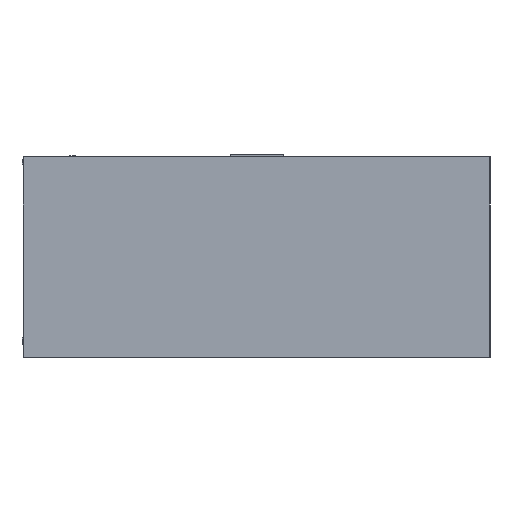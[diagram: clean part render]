
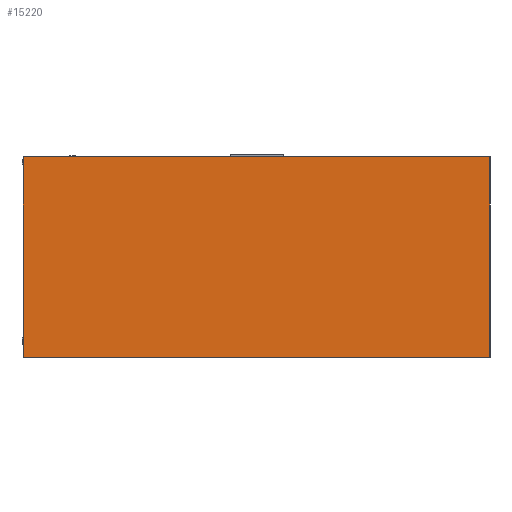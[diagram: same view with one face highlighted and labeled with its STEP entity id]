
A CAD part, left-side view. The second image highlights one B-rep face of the part: STEP entity #15220.
In plain terms, the highlighted planar face has unit normal (-1, 0, 0).
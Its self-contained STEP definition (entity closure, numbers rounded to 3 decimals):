
#3331 = LINE ( 'NONE', #40317, #4388 ) ;
#3340 = ORIENTED_EDGE ( 'NONE', *, *, #24323, .F. ) ;
#4169 = VERTEX_POINT ( 'NONE', #33335 ) ;
#4317 = AXIS2_PLACEMENT_3D ( 'NONE', #15091, #27750, #31006 ) ;
#4388 = VECTOR ( 'NONE', #15615, 1000. ) ;
#5041 = CARTESIAN_POINT ( 'NONE',  ( -300., 1000., 0. ) ) ;
#5467 = EDGE_CURVE ( 'NONE', #4169, #10708, #3331, .T. ) ;
#6313 = LINE ( 'NONE', #32595, #10745 ) ;
#6850 = VECTOR ( 'NONE', #14261, 1000. ) ;
#7672 = DIRECTION ( 'NONE',  ( 0., 1., 0. ) ) ;
#8544 = FACE_OUTER_BOUND ( 'NONE', #34963, .T. ) ;
#9050 = CARTESIAN_POINT ( 'NONE',  ( -300., -1000., 860. ) ) ;
#10708 = VERTEX_POINT ( 'NONE', #20658 ) ;
#10745 = VECTOR ( 'NONE', #7672, 1000. ) ;
#11376 = LINE ( 'NONE', #29773, #6850 ) ;
#14261 = DIRECTION ( 'NONE',  ( 0., 0., -1. ) ) ;
#15091 = CARTESIAN_POINT ( 'NONE',  ( -300., -1000., 860. ) ) ;
#15220 = ADVANCED_FACE ( 'NONE', ( #8544 ), #21424, .T. ) ;
#15615 = DIRECTION ( 'NONE',  ( 0., 0., -1. ) ) ;
#18520 = EDGE_CURVE ( 'NONE', #24746, #38803, #11376, .T. ) ;
#20503 = CARTESIAN_POINT ( 'NONE',  ( -300., 1000., 860. ) ) ;
#20658 = CARTESIAN_POINT ( 'NONE',  ( -300., -1000., 0. ) ) ;
#21109 = LINE ( 'NONE', #9050, #31685 ) ;
#21424 = PLANE ( 'NONE',  #4317 ) ;
#21513 = DIRECTION ( 'NONE',  ( 0., 1., 0. ) ) ;
#24323 = EDGE_CURVE ( 'NONE', #10708, #38803, #6313, .T. ) ;
#24324 = ORIENTED_EDGE ( 'NONE', *, *, #18520, .T. ) ;
#24746 = VERTEX_POINT ( 'NONE', #20503 ) ;
#24930 = EDGE_CURVE ( 'NONE', #4169, #24746, #21109, .T. ) ;
#27690 = ORIENTED_EDGE ( 'NONE', *, *, #5467, .F. ) ;
#27750 = DIRECTION ( 'NONE',  ( -1., 0., 0. ) ) ;
#29773 = CARTESIAN_POINT ( 'NONE',  ( -300., 1000., 860. ) ) ;
#31006 = DIRECTION ( 'NONE',  ( 0., 0., 1. ) ) ;
#31685 = VECTOR ( 'NONE', #21513, 1000. ) ;
#32595 = CARTESIAN_POINT ( 'NONE',  ( -300., -1000., 0. ) ) ;
#33335 = CARTESIAN_POINT ( 'NONE',  ( -300., -1000., 860. ) ) ;
#33610 = ORIENTED_EDGE ( 'NONE', *, *, #24930, .T. ) ;
#34963 = EDGE_LOOP ( 'NONE', ( #3340, #27690, #33610, #24324 ) ) ;
#38803 = VERTEX_POINT ( 'NONE', #5041 ) ;
#40317 = CARTESIAN_POINT ( 'NONE',  ( -300., -1000., 860. ) ) ;
